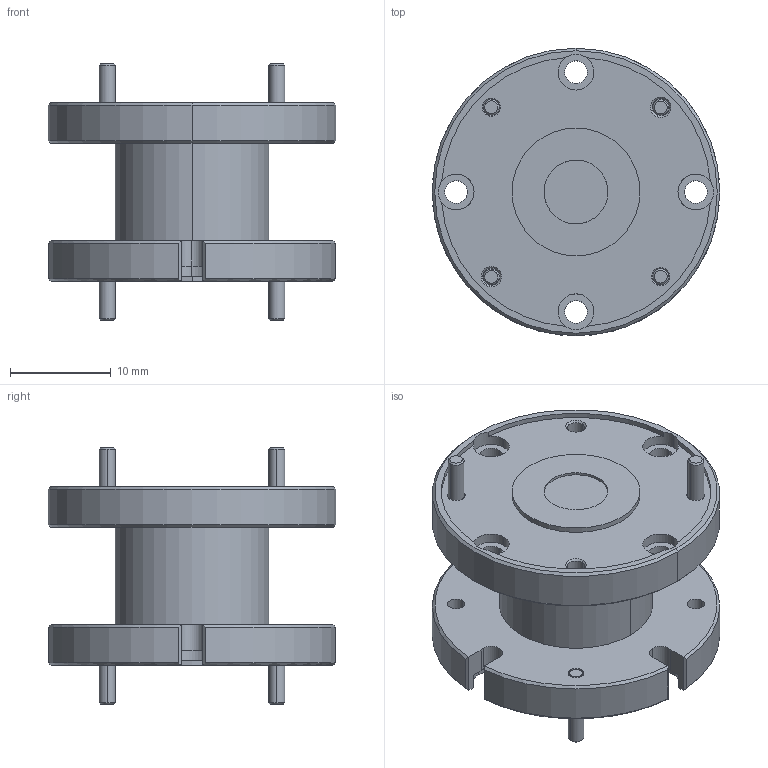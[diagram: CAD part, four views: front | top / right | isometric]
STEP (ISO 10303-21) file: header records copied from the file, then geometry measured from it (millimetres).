
FILE_DESCRIPTION (( 'STEP AP214' ), '1' );
FILE_NAME ('WT-QSC-224-250-A-C, Defeatured.STEP', '2024-04-09T23:40:34', ( '' ), ( '' ), 'SwSTEP 2.0', 'SolidWorks 2021', '' );
FILE_SCHEMA (( 'AUTOMOTIVE_DESIGN' ));
Length unit declared in the file: inch
Products named in the file (1): WT-QSC-224-250-A-C, Defeatured
Bounding box: 28.57 x 28.57 x 25.53 mm (x, y, z)
Volume: 6298.8 mm3; surface area: 3874.9 mm2
Topology: 5 solids, 6 shells, 178 faces, 441 edges, 282 vertices
Faces by surface type: cylinder 78, plane 47, cone 44, bspline 9
Entity records: 8027 total; most frequent: CARTESIAN_POINT 1339, DIRECTION 939, ORIENTED_EDGE 882, EDGE_CURVE 441, AXIS2_PLACEMENT_3D 378, VERTEX_POINT 282, EDGE_LOOP 209, CIRCLE 208
